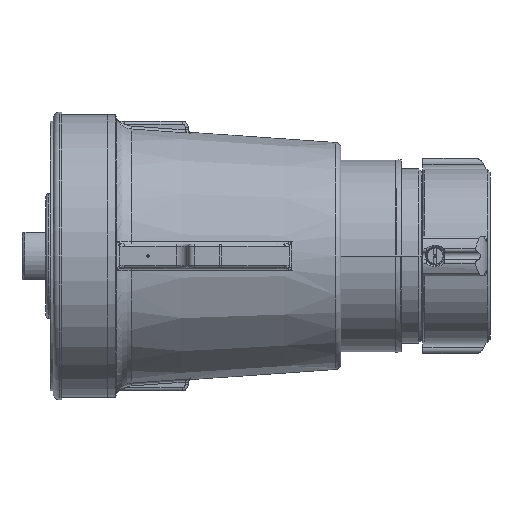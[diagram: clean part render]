
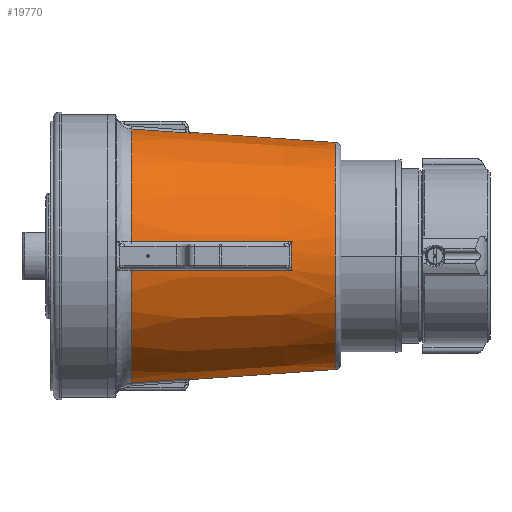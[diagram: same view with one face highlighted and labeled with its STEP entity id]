
A CAD part, left-side view. The second image highlights one B-rep face of the part: STEP entity #19770.
In plain terms, the highlighted conical face has half-angle 4 degrees and reference radius 63.927 mm.
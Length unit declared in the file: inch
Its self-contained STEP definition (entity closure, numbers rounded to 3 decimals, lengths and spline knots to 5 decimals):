
#15840=DIRECTION('',(0.,0.998,0.07));
#15841=VECTOR('',#15840,3.0209);
#15842=CARTESIAN_POINT('',(0.,0.29228,
2.36781));
#15843=LINE('',#15842,#15841);
#15844=DIRECTION('',(0.,0.998,-0.07));
#15845=VECTOR('',#15844,3.0209);
#15846=CARTESIAN_POINT('',(0.,0.29228,
-2.36781));
#15847=LINE('',#15846,#15845);
#15868=CARTESIAN_POINT('',(0.,4.55334,0.));
#15869=DIRECTION('',(0.,1.,0.));
#15870=DIRECTION('',(-0.993,0.,0.114));
#15871=AXIS2_PLACEMENT_3D('',#15868,#15869,#15870);
#15873=CARTESIAN_POINT('',(0.,4.55334,0.));
#15874=DIRECTION('',(0.,1.,0.));
#15875=DIRECTION('',(-0.114,0.,-0.993));
#15876=AXIS2_PLACEMENT_3D('',#15873,#15874,#15875);
#15908=CARTESIAN_POINT('',(0.,0.29228,0.));
#15909=DIRECTION('',(0.,1.,0.));
#15910=DIRECTION('',(0.,0.,-1.));
#15911=AXIS2_PLACEMENT_3D('',#15908,#15909,#15910);
#16614=CARTESIAN_POINT('',(-2.41177,1.1943,
0.30426));
#16615=CARTESIAN_POINT('',(-2.42094,1.20368,
0.23685));
#16616=CARTESIAN_POINT('',(-2.43313,1.21615,
0.10131));
#16617=CARTESIAN_POINT('',(-2.43314,1.21616,
-0.10113));
#16618=CARTESIAN_POINT('',(-2.42095,1.20369,
-0.23677));
#16619=CARTESIAN_POINT('',(-2.41177,1.1943,
-0.30426));
#16621=CARTESIAN_POINT('',(-2.64828,4.55334,
-0.30493));
#16622=CARTESIAN_POINT('',(-2.62824,4.26851,
-0.30487));
#16623=CARTESIAN_POINT('',(-2.58832,3.70132,
-0.30477));
#16624=CARTESIAN_POINT('',(-2.52895,2.85794,
-0.30461));
#16625=CARTESIAN_POINT('',(-2.47007,2.02189,
-0.30444));
#16626=CARTESIAN_POINT('',(-2.43115,1.46935,
-0.30432));
#16627=CARTESIAN_POINT('',(-2.41177,1.1943,
-0.30426));
#16653=CARTESIAN_POINT('',(-2.64828,4.55334,
0.30493));
#16654=CARTESIAN_POINT('',(-2.62156,4.17358,
0.30486));
#16655=CARTESIAN_POINT('',(-2.56841,3.41841,
0.30472));
#16656=CARTESIAN_POINT('',(-2.48958,2.29887,
0.30449));
#16657=CARTESIAN_POINT('',(-2.43761,1.56105,
0.30434));
#16658=CARTESIAN_POINT('',(-2.41177,1.1943,
0.30426));
#16752=CARTESIAN_POINT('',(-2.41177,1.1943,
0.30426));
#16780=CARTESIAN_POINT('',(-2.41177,1.1943,
-0.30426));
#17155=CARTESIAN_POINT('',(0.,3.30582,0.));
#17156=DIRECTION('',(0.,-1.,0.));
#17157=DIRECTION('',(-0.118,0.,-0.993));
#17158=AXIS2_PLACEMENT_3D('',#17155,#17156,#17157);
#17205=CARTESIAN_POINT('',(-0.30493,4.55334,
-2.64828));
#17206=CARTESIAN_POINT('',(-0.3049,4.41385,
-2.63846));
#17207=CARTESIAN_POINT('',(-0.30485,4.13544,
-2.61887));
#17208=CARTESIAN_POINT('',(-0.30477,3.7196,
-2.5896));
#17209=CARTESIAN_POINT('',(-0.30472,3.44355,
-2.57017));
#17210=CARTESIAN_POINT('',(-0.30469,3.30582,
-2.56048));
#17279=CARTESIAN_POINT('',(-0.30469,3.30582,
-2.56048));
#17535=CARTESIAN_POINT('',(-0.30493,4.55334,
2.64828));
#17536=CARTESIAN_POINT('',(-0.3049,4.41385,
2.63846));
#17537=CARTESIAN_POINT('',(-0.30485,4.13544,
2.61887));
#17538=CARTESIAN_POINT('',(-0.30477,3.7196,
2.5896));
#17539=CARTESIAN_POINT('',(-0.30472,3.44355,
2.57017));
#17540=CARTESIAN_POINT('',(-0.30469,3.30582,
2.56048));
#17564=CARTESIAN_POINT('',(0.,3.30582,0.));
#17565=DIRECTION('',(0.,-1.,0.));
#17566=DIRECTION('',(0.,0.,1.));
#17567=AXIS2_PLACEMENT_3D('',#17564,#17565,#17566);
#17766=CARTESIAN_POINT('',(-0.30469,3.30582,
2.56048));
#19095=CARTESIAN_POINT('',(0.,0.29228,2.36781));
#19096=CARTESIAN_POINT('',(0.,0.29228,-2.36781));
#19097=VERTEX_POINT('',#19095);
#19098=VERTEX_POINT('',#19096);
#19177=CARTESIAN_POINT('',(-2.64828,4.55334,
0.30493));
#19179=VERTEX_POINT('',#19177);
#19180=CARTESIAN_POINT('',(-2.64828,4.55334,
-0.30493));
#19182=VERTEX_POINT('',#19180);
#19231=VERTEX_POINT('',#16780);
#19239=VERTEX_POINT('',#16752);
#19251=CARTESIAN_POINT('',(-0.30493,4.55334,
-2.64828));
#19253=VERTEX_POINT('',#19251);
#19254=CARTESIAN_POINT('',(0.,3.30582,-2.57854));
#19255=VERTEX_POINT('',#19254);
#19281=VERTEX_POINT('',#17279);
#19310=CARTESIAN_POINT('',(-0.30493,4.55334,
2.64828));
#19311=VERTEX_POINT('',#19310);
#19335=VERTEX_POINT('',#17766);
#19350=CARTESIAN_POINT('',(0.,3.30582,2.57854));
#19351=VERTEX_POINT('',#19350);
#19741=CARTESIAN_POINT('',(0.,2.42281,0.));
#19742=DIRECTION('',(0.,1.,0.));
#19743=DIRECTION('',(0.,0.,-1.));
#19744=AXIS2_PLACEMENT_3D('',#19741,#19742,#19743);
#19745=CONICAL_SURFACE('',#19744,2.5168,4.);
#19747=ORIENTED_EDGE('',*,*,#19746,.F.);
#19748=ORIENTED_EDGE('',*,*,#19642,.F.);
#19750=ORIENTED_EDGE('',*,*,#19749,.F.);
#19751=ORIENTED_EDGE('',*,*,#19638,.T.);
#19753=ORIENTED_EDGE('',*,*,#19752,.F.);
#19755=ORIENTED_EDGE('',*,*,#19754,.F.);
#19757=ORIENTED_EDGE('',*,*,#19756,.T.);
#19759=ORIENTED_EDGE('',*,*,#19758,.T.);
#19761=ORIENTED_EDGE('',*,*,#19760,.F.);
#19763=ORIENTED_EDGE('',*,*,#19762,.F.);
#19765=ORIENTED_EDGE('',*,*,#19764,.T.);
#19767=ORIENTED_EDGE('',*,*,#19766,.T.);
#19768=EDGE_LOOP('',(#19747,#19748,#19750,#19751,#19753,#19755,#19757,#19759,
#19761,#19763,#19765,#19767));
#19769=FACE_OUTER_BOUND('',#19768,.F.);
#15872=CIRCLE('',#15871,2.66578);
#15877=CIRCLE('',#15876,2.66578);
#15912=CIRCLE('',#15911,2.36781);
#16620=B_SPLINE_CURVE_WITH_KNOTS('',3,(#16614,#16615,#16616,#16617,#16618,
#16619),.UNSPECIFIED.,.F.,.F.,(4,1,1,4),(0.,0.33333,
0.66667,1.),.UNSPECIFIED.);
#16628=B_SPLINE_CURVE_WITH_KNOTS('',3,(#16621,#16622,#16623,#16624,#16625,
#16626,#16627),.UNSPECIFIED.,.F.,.F.,(4,1,1,1,4),(0.,0.25,0.5,0.75,
1.),.UNSPECIFIED.);
#16659=B_SPLINE_CURVE_WITH_KNOTS('',3,(#16653,#16654,#16655,#16656,#16657,
#16658),.UNSPECIFIED.,.F.,.F.,(4,1,1,4),(0.,0.33333,
0.66667,1.),.UNSPECIFIED.);
#17159=CIRCLE('',#17158,2.57854);
#17211=B_SPLINE_CURVE_WITH_KNOTS('',3,(#17205,#17206,#17207,#17208,#17209,
#17210),.UNSPECIFIED.,.F.,.F.,(4,1,1,4),(0.,0.33333,
0.66667,1.),.UNSPECIFIED.);
#17541=B_SPLINE_CURVE_WITH_KNOTS('',3,(#17535,#17536,#17537,#17538,#17539,
#17540),.UNSPECIFIED.,.F.,.F.,(4,1,1,4),(0.,0.33333,
0.66667,1.),.UNSPECIFIED.);
#17568=CIRCLE('',#17567,2.57854);
#19638=EDGE_CURVE('',#19098,#19255,#15847,.T.);
#19642=EDGE_CURVE('',#19097,#19351,#15843,.T.);
#19746=EDGE_CURVE('',#19351,#19335,#17568,.T.);
#19749=EDGE_CURVE('',#19098,#19097,#15912,.T.);
#19752=EDGE_CURVE('',#19281,#19255,#17159,.T.);
#19754=EDGE_CURVE('',#19253,#19281,#17211,.T.);
#19756=EDGE_CURVE('',#19253,#19182,#15877,.T.);
#19758=EDGE_CURVE('',#19182,#19231,#16628,.T.);
#19760=EDGE_CURVE('',#19239,#19231,#16620,.T.);
#19762=EDGE_CURVE('',#19179,#19239,#16659,.T.);
#19764=EDGE_CURVE('',#19179,#19311,#15872,.T.);
#19766=EDGE_CURVE('',#19311,#19335,#17541,.T.);
#19770=ADVANCED_FACE('',(#19769),#19745,.T.);
